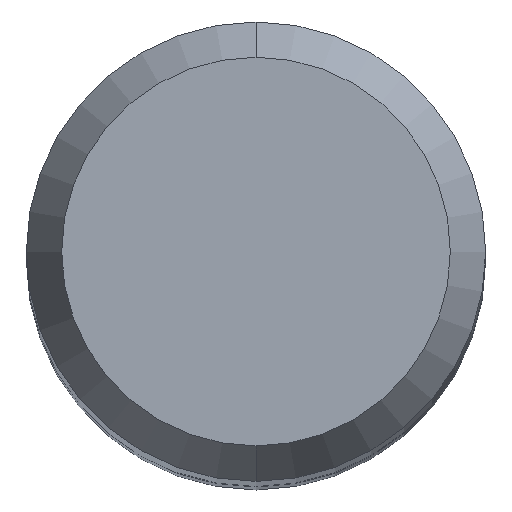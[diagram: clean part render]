
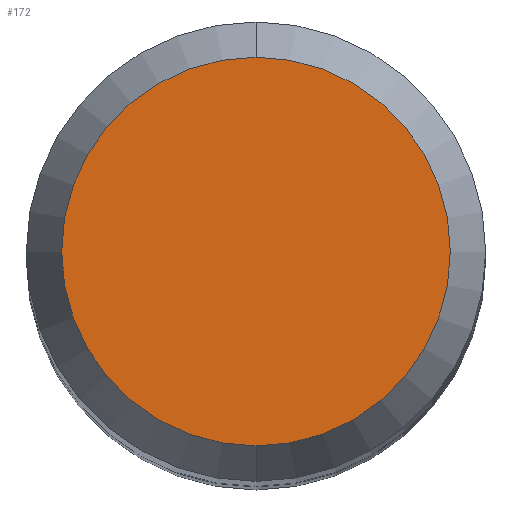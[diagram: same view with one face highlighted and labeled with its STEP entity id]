
A CAD part, top view. The second image highlights one B-rep face of the part: STEP entity #172.
In plain terms, the highlighted planar face has unit normal (0, 0, 1).
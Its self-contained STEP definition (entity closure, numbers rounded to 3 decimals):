
#92=VERTEX_POINT('',#213);
#140=EDGE_CURVE('',#164,#92,#270,.T.);
#152=EDGE_CURVE('',#92,#164,#283,.T.);
#164=VERTEX_POINT('',#297);
#172=ADVANCED_FACE('',(#305),#306,.T.);
#213=CARTESIAN_POINT('',(0.,-2.538,0.0));
#270=CIRCLE('',#415,2.538);
#283=CIRCLE('',#435,2.538);
#297=CARTESIAN_POINT('',(0.0,2.538,0.0));
#305=FACE_OUTER_BOUND('',#456,.T.);
#306=PLANE('',#457);
#415=AXIS2_PLACEMENT_3D('',#567,#568,#569);
#435=AXIS2_PLACEMENT_3D('',#586,#587,#588);
#456=EDGE_LOOP('',(#609,#610));
#457=AXIS2_PLACEMENT_3D('',#611,#612,#613);
#567=CARTESIAN_POINT('',(0.0,0.0,0.0));
#568=DIRECTION('',(0.0,0.0,-1.0));
#569=DIRECTION('',(0.0,1.0,0.0));
#586=CARTESIAN_POINT('',(0.0,0.0,0.0));
#587=DIRECTION('',(0.0,0.0,-1.0));
#588=DIRECTION('',(0.0,1.0,0.0));
#609=ORIENTED_EDGE('',*,*,#140,.F.);
#610=ORIENTED_EDGE('',*,*,#152,.F.);
#611=CARTESIAN_POINT('',(0.0,1.269,0.0));
#612=DIRECTION('',(-0.0,0.0,1.0));
#613=DIRECTION('',(0.0,-1.0,0.0));
